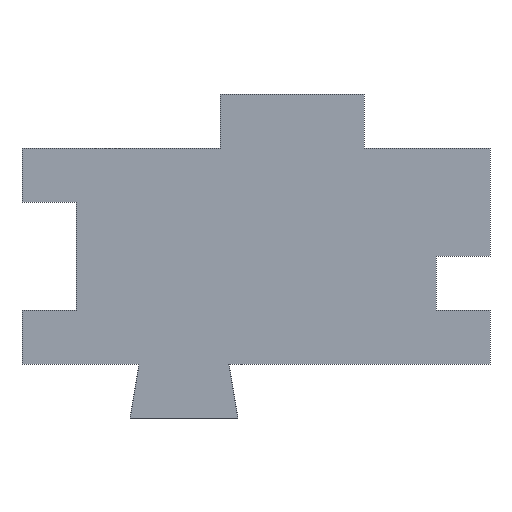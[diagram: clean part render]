
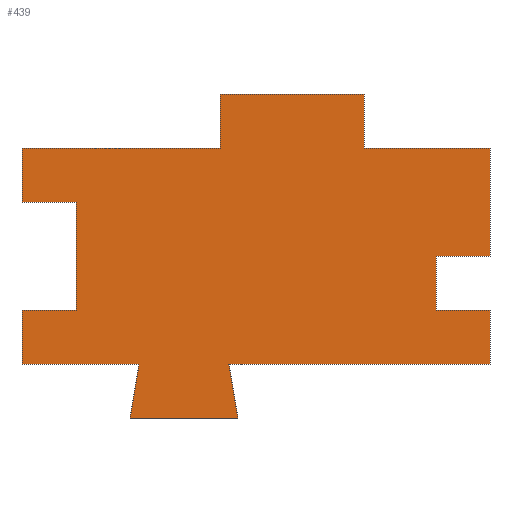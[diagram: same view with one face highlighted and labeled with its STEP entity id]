
A CAD part, front view. The second image highlights one B-rep face of the part: STEP entity #439.
In plain terms, the highlighted planar face has unit normal (0, -1, 0).
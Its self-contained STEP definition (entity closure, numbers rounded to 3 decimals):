
#112=ORIENTED_EDGE('',*,*,#132,.F.);
#113=ORIENTED_EDGE('',*,*,#190,.F.);
#114=ORIENTED_EDGE('',*,*,#187,.F.);
#115=ORIENTED_EDGE('',*,*,#184,.F.);
#116=ORIENTED_EDGE('',*,*,#181,.F.);
#117=ORIENTED_EDGE('',*,*,#178,.F.);
#118=ORIENTED_EDGE('',*,*,#175,.F.);
#119=ORIENTED_EDGE('',*,*,#172,.F.);
#120=ORIENTED_EDGE('',*,*,#169,.F.);
#121=ORIENTED_EDGE('',*,*,#166,.F.);
#122=ORIENTED_EDGE('',*,*,#163,.F.);
#123=ORIENTED_EDGE('',*,*,#160,.F.);
#124=ORIENTED_EDGE('',*,*,#157,.F.);
#125=ORIENTED_EDGE('',*,*,#154,.F.);
#126=ORIENTED_EDGE('',*,*,#151,.F.);
#127=ORIENTED_EDGE('',*,*,#148,.F.);
#128=ORIENTED_EDGE('',*,*,#145,.F.);
#129=ORIENTED_EDGE('',*,*,#142,.F.);
#130=ORIENTED_EDGE('',*,*,#139,.F.);
#131=ORIENTED_EDGE('',*,*,#136,.F.);
#132=EDGE_CURVE('',#192,#193,#232,.T.);
#136=EDGE_CURVE('',#193,#196,#236,.T.);
#139=EDGE_CURVE('',#196,#198,#239,.T.);
#142=EDGE_CURVE('',#198,#200,#242,.T.);
#145=EDGE_CURVE('',#200,#202,#245,.T.);
#148=EDGE_CURVE('',#202,#204,#248,.T.);
#151=EDGE_CURVE('',#204,#206,#251,.T.);
#154=EDGE_CURVE('',#206,#208,#254,.T.);
#157=EDGE_CURVE('',#208,#210,#257,.T.);
#160=EDGE_CURVE('',#210,#212,#260,.T.);
#163=EDGE_CURVE('',#212,#214,#263,.T.);
#166=EDGE_CURVE('',#214,#216,#266,.T.);
#169=EDGE_CURVE('',#216,#218,#269,.T.);
#172=EDGE_CURVE('',#218,#220,#272,.T.);
#175=EDGE_CURVE('',#220,#222,#275,.T.);
#178=EDGE_CURVE('',#222,#224,#278,.T.);
#181=EDGE_CURVE('',#224,#226,#281,.T.);
#184=EDGE_CURVE('',#226,#228,#284,.T.);
#187=EDGE_CURVE('',#228,#230,#287,.T.);
#190=EDGE_CURVE('',#230,#192,#290,.T.);
#192=VERTEX_POINT('',#584);
#193=VERTEX_POINT('',#585);
#196=VERTEX_POINT('',#593);
#198=VERTEX_POINT('',#599);
#200=VERTEX_POINT('',#605);
#202=VERTEX_POINT('',#611);
#204=VERTEX_POINT('',#617);
#206=VERTEX_POINT('',#623);
#208=VERTEX_POINT('',#629);
#210=VERTEX_POINT('',#635);
#212=VERTEX_POINT('',#641);
#214=VERTEX_POINT('',#647);
#216=VERTEX_POINT('',#653);
#218=VERTEX_POINT('',#659);
#220=VERTEX_POINT('',#665);
#222=VERTEX_POINT('',#671);
#224=VERTEX_POINT('',#677);
#226=VERTEX_POINT('',#683);
#228=VERTEX_POINT('',#689);
#230=VERTEX_POINT('',#695);
#232=LINE('',#583,#292);
#236=LINE('',#592,#296);
#239=LINE('',#598,#299);
#242=LINE('',#604,#302);
#245=LINE('',#610,#305);
#248=LINE('',#616,#308);
#251=LINE('',#622,#311);
#254=LINE('',#628,#314);
#257=LINE('',#634,#317);
#260=LINE('',#640,#320);
#263=LINE('',#646,#323);
#266=LINE('',#652,#326);
#269=LINE('',#658,#329);
#272=LINE('',#664,#332);
#275=LINE('',#670,#335);
#278=LINE('',#676,#338);
#281=LINE('',#682,#341);
#284=LINE('',#688,#344);
#287=LINE('',#694,#347);
#290=LINE('',#700,#350);
#292=VECTOR('',#479,1000.);
#296=VECTOR('',#485,1000.);
#299=VECTOR('',#490,1000.);
#302=VECTOR('',#495,1000.);
#305=VECTOR('',#500,1000.);
#308=VECTOR('',#505,1000.);
#311=VECTOR('',#510,1000.);
#314=VECTOR('',#515,1000.);
#317=VECTOR('',#520,1000.);
#320=VECTOR('',#525,1000.);
#323=VECTOR('',#530,1000.);
#326=VECTOR('',#535,1000.);
#329=VECTOR('',#540,1000.);
#332=VECTOR('',#545,1000.);
#335=VECTOR('',#550,1000.);
#338=VECTOR('',#555,1000.);
#341=VECTOR('',#560,1000.);
#344=VECTOR('',#565,1000.);
#347=VECTOR('',#570,1000.);
#350=VECTOR('',#575,1000.);
#373=EDGE_LOOP('',(#112,#113,#114,#115,#116,#117,#118,#119,#120,#121,#122,
#123,#124,#125,#126,#127,#128,#129,#130,#131));
#395=FACE_BOUND('',#373,.T.);
#417=PLANE('',#474);
#439=ADVANCED_FACE('',(#395),#417,.F.);
#474=AXIS2_PLACEMENT_3D('',#703,#579,#580);
#479=DIRECTION('',(0.,0.,1.));
#485=DIRECTION('',(1.,0.,0.));
#490=DIRECTION('',(0.,0.,1.));
#495=DIRECTION('',(1.,0.,0.));
#500=DIRECTION('',(0.,0.,-1.));
#505=DIRECTION('',(1.,0.,0.));
#510=DIRECTION('',(0.,0.,-1.));
#515=DIRECTION('',(-1.,0.,0.));
#520=DIRECTION('',(0.,0.,-1.));
#525=DIRECTION('',(1.,0.,0.));
#530=DIRECTION('',(0.,0.,-1.));
#535=DIRECTION('',(-1.,0.,0.));
#540=DIRECTION('',(0.164,0.,-0.986));
#545=DIRECTION('',(-1.,0.,0.));
#550=DIRECTION('',(0.164,0.,0.986));
#555=DIRECTION('',(-1.,0.,0.));
#560=DIRECTION('',(0.,0.,1.));
#565=DIRECTION('',(1.,0.,0.));
#570=DIRECTION('',(0.,0.,1.));
#575=DIRECTION('',(-1.,0.,0.));
#579=DIRECTION('',(0.,1.,0.));
#580=DIRECTION('',(0.,0.,1.));
#583=CARTESIAN_POINT('',(-65.,0.,15.));
#584=CARTESIAN_POINT('',(-65.,0.,15.));
#585=CARTESIAN_POINT('',(-65.,0.,30.));
#592=CARTESIAN_POINT('',(-65.,0.,30.));
#593=CARTESIAN_POINT('',(-10.,0.,30.));
#598=CARTESIAN_POINT('',(-10.,0.,30.));
#599=CARTESIAN_POINT('',(-10.,0.,45.));
#604=CARTESIAN_POINT('',(-10.,0.,45.));
#605=CARTESIAN_POINT('',(30.,0.,45.));
#610=CARTESIAN_POINT('',(30.,0.,45.));
#611=CARTESIAN_POINT('',(30.,0.,30.));
#616=CARTESIAN_POINT('',(30.,0.,30.));
#617=CARTESIAN_POINT('',(65.,0.,30.));
#622=CARTESIAN_POINT('',(65.,0.,30.));
#623=CARTESIAN_POINT('',(65.,0.,0.));
#628=CARTESIAN_POINT('',(65.,0.,0.));
#629=CARTESIAN_POINT('',(50.,0.,0.));
#634=CARTESIAN_POINT('',(50.,0.,0.));
#635=CARTESIAN_POINT('',(50.,0.,-15.));
#640=CARTESIAN_POINT('',(50.,0.,-15.));
#641=CARTESIAN_POINT('',(65.,0.,-15.));
#646=CARTESIAN_POINT('',(65.,0.,-15.));
#647=CARTESIAN_POINT('',(65.,0.,-30.));
#652=CARTESIAN_POINT('',(65.,0.,-30.));
#653=CARTESIAN_POINT('',(-7.5,0.,-30.));
#658=CARTESIAN_POINT('',(-7.5,0.,-30.));
#659=CARTESIAN_POINT('',(-5.001,0.,-45.));
#664=CARTESIAN_POINT('',(-5.001,0.,-45.));
#665=CARTESIAN_POINT('',(-34.999,0.,-45.));
#670=CARTESIAN_POINT('',(-34.999,0.,-45.));
#671=CARTESIAN_POINT('',(-32.5,0.,-30.));
#676=CARTESIAN_POINT('',(-32.5,0.,-30.));
#677=CARTESIAN_POINT('',(-65.,0.,-30.));
#682=CARTESIAN_POINT('',(-65.,0.,-30.));
#683=CARTESIAN_POINT('',(-65.,0.,-15.));
#688=CARTESIAN_POINT('',(-65.,0.,-15.));
#689=CARTESIAN_POINT('',(-50.,0.,-15.));
#694=CARTESIAN_POINT('',(-50.,0.,-15.));
#695=CARTESIAN_POINT('',(-50.,0.,15.));
#700=CARTESIAN_POINT('',(-50.,0.,15.));
#703=CARTESIAN_POINT('',(-65.,0.,30.));
